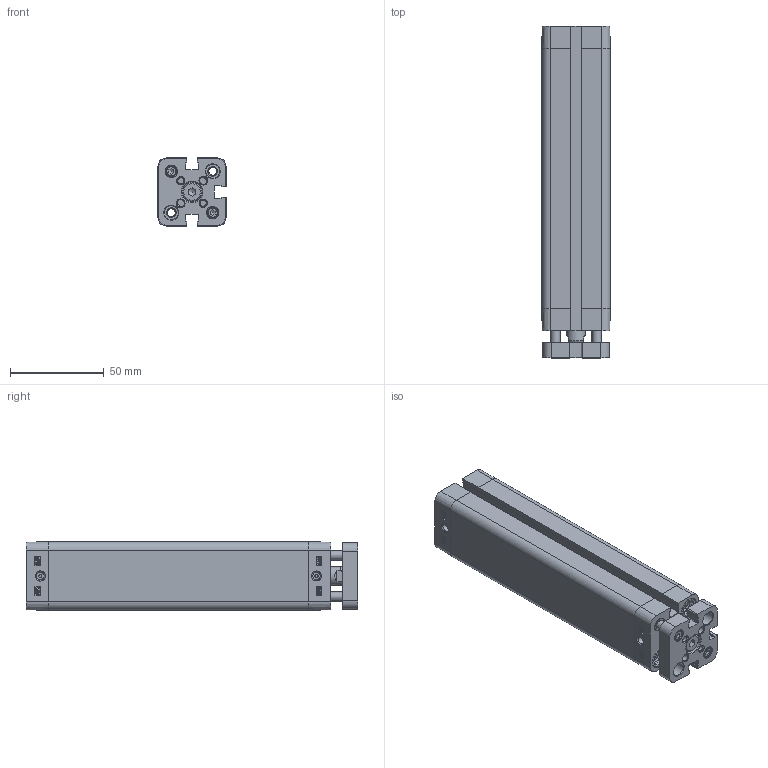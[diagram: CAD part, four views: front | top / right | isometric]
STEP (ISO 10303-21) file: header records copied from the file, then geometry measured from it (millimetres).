
FILE_DESCRIPTION((''),'2;1');
FILE_NAME('PDMA020.125.GS.F.stp','2013-05-13T09:00:20',('Administrator'),(''),'Autodesk Inventor 2012','Autodesk Inventor 2012','');
FILE_SCHEMA(('CONFIG_CONTROL_DESIGN'));
Length unit declared in the file: millimetre
Products named in the file (1): PDMA020.125.GS.F
Bounding box: 36.3 x 176.6 x 36.3 mm (x, y, z)
Volume: 125084.5 mm3; surface area: 73678.7 mm2
Topology: 1 solids, 5 shells, 623 faces, 1567 edges, 1020 vertices
Faces by surface type: plane 306, cylinder 135, bspline 94, cone 72, torus 16
Full cylindrical faces by diameter (mm): 1.75 x2, 3 x2, 3.242 x2, 3.3 x2, 4 x2, 4.134 x8, 4.917 x1, 5 x2, 5.5 x2, 6 x3, 7 x2, 7.5 x6, 7.55 x2, 7.6 x1, 8 x8, 9 x1, 10 x2, 10.9 x4, 11 x1, 11.1 x4, 11.4 x1, 20 x1, 22.3 x1, 22.5 x1
Entity records: 18925 total; most frequent: CARTESIAN_POINT 4397, ORIENTED_EDGE 2800, DIRECTION 2602, EDGE_CURVE 1400, VERTEX_POINT 991, AXIS2_PLACEMENT_3D 892, EDGE_LOOP 858, VECTOR 818
